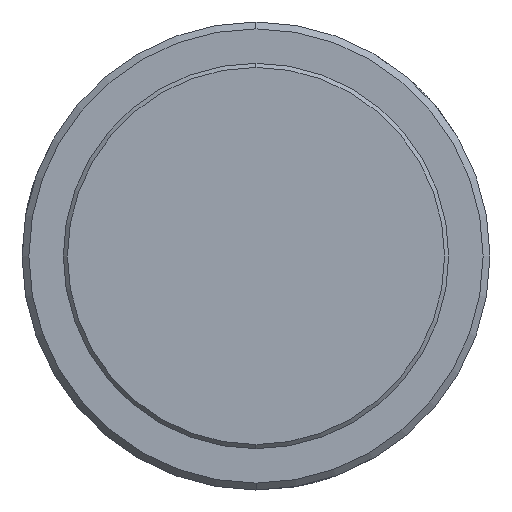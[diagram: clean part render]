
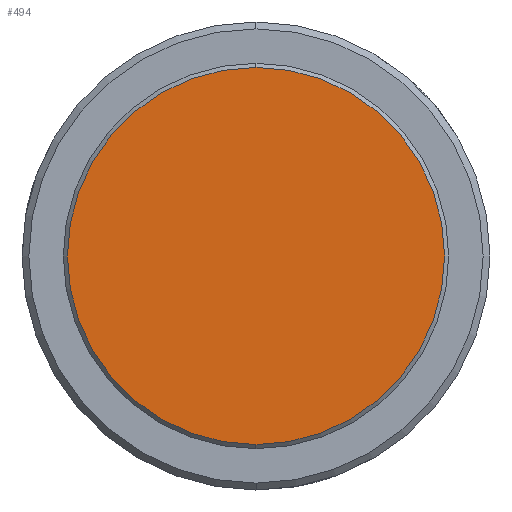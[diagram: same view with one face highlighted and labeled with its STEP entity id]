
A CAD part, left-side view. The second image highlights one B-rep face of the part: STEP entity #494.
In plain terms, the highlighted planar face has unit normal (-1, 0, 0).
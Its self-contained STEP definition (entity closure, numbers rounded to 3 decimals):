
#14 = VERTEX_POINT ( 'NONE', #393 ) ;
#36 = FACE_OUTER_BOUND ( 'NONE', #625, .T. ) ;
#210 = CIRCLE ( 'NONE', #1008, 13.7 ) ;
#355 = AXIS2_PLACEMENT_3D ( 'NONE', #358, #1231, #461 ) ;
#358 = CARTESIAN_POINT ( 'NONE',  ( -192.7, 0., 0. ) ) ;
#393 = CARTESIAN_POINT ( 'NONE',  ( -192.7, 0., -13.7 ) ) ;
#461 = DIRECTION ( 'NONE',  ( 0., 0., -1. ) ) ;
#492 = ORIENTED_EDGE ( 'NONE', *, *, #800, .T. ) ;
#494 = ADVANCED_FACE ( 'NONE', ( #36 ), #510, .F. ) ;
#510 = PLANE ( 'NONE',  #746 ) ;
#608 = DIRECTION ( 'NONE',  ( -1., 0., 0. ) ) ;
#611 = DIRECTION ( 'NONE',  ( 0., 0., -1. ) ) ;
#625 = EDGE_LOOP ( 'NONE', ( #650, #492 ) ) ;
#640 = CIRCLE ( 'NONE', #355, 13.7 ) ;
#650 = ORIENTED_EDGE ( 'NONE', *, *, #691, .T. ) ;
#691 = EDGE_CURVE ( 'NONE', #14, #1124, #640, .T. ) ;
#708 = CARTESIAN_POINT ( 'NONE',  ( -192.7, -13.864, 13.864 ) ) ;
#746 = AXIS2_PLACEMENT_3D ( 'NONE', #708, #1205, #611 ) ;
#800 = EDGE_CURVE ( 'NONE', #1124, #14, #210, .T. ) ;
#1002 = DIRECTION ( 'NONE',  ( 0., 0., -1. ) ) ;
#1008 = AXIS2_PLACEMENT_3D ( 'NONE', #1188, #608, #1002 ) ;
#1121 = CARTESIAN_POINT ( 'NONE',  ( -192.7, 0., 13.7 ) ) ;
#1124 = VERTEX_POINT ( 'NONE', #1121 ) ;
#1188 = CARTESIAN_POINT ( 'NONE',  ( -192.7, 0., 0. ) ) ;
#1205 = DIRECTION ( 'NONE',  ( 1., 0., 0. ) ) ;
#1231 = DIRECTION ( 'NONE',  ( -1., 0., 0. ) ) ;
